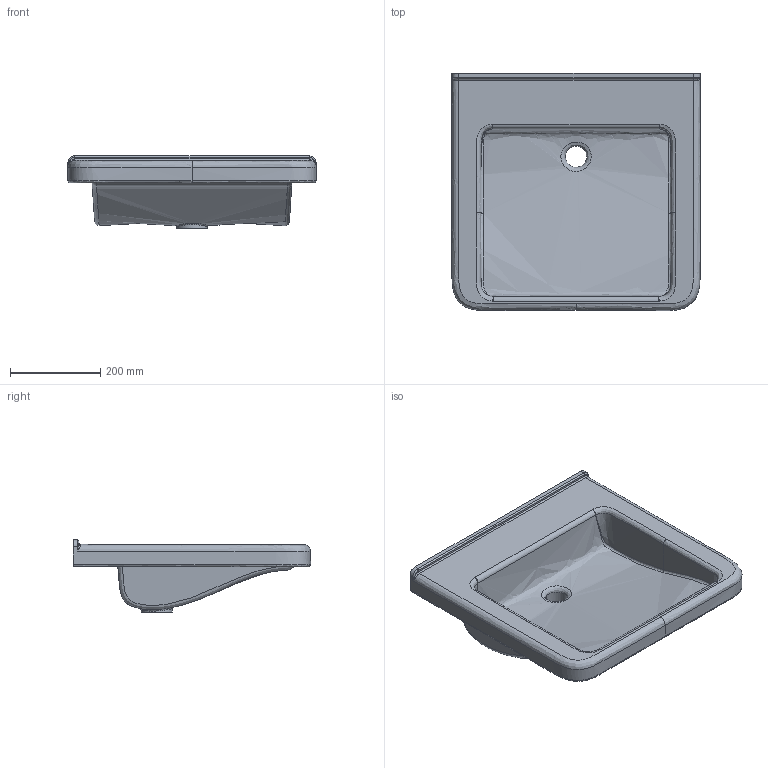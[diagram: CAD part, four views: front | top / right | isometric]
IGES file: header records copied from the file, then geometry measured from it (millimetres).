
Global section: file name: 128556000; native system: Autodesk Inventor 2018; preprocessor: unknown; author: JANAN; date: 20200616.081459; units: millimetre
Bounding box: 550.06 x 525.47 x 159.94 mm (x, y, z)
Volume: 11857215.4 mm3; surface area: 855377 mm2
Topology: 1 solids, 1 shells, 54 faces, 126 edges, 75 vertices
Faces by surface type: bspline 54
